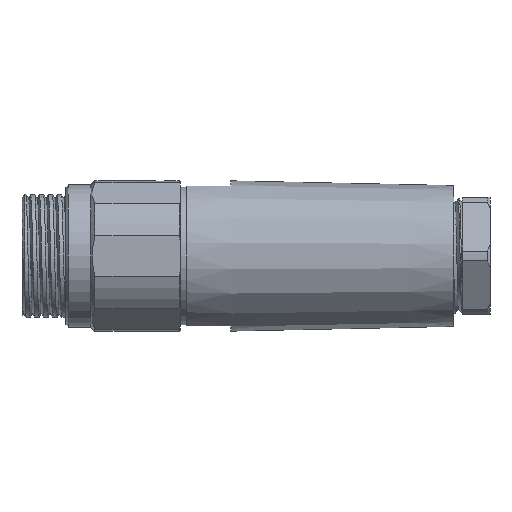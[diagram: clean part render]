
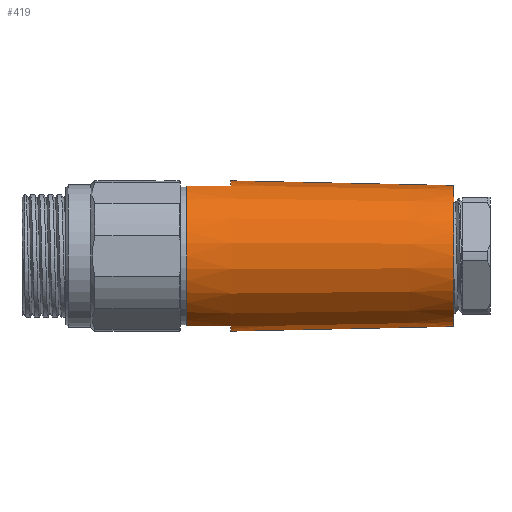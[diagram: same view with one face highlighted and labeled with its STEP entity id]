
A CAD part, front view. The second image highlights one B-rep face of the part: STEP entity #419.
In plain terms, the highlighted conical face has half-angle 1.201 degrees and reference radius 13.1 mm.
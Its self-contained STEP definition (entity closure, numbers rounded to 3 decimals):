
#222=B_SPLINE_CURVE_WITH_KNOTS('',3,(#5102,#5103,#5104,#5105,#5106,#5107),
 .UNSPECIFIED.,.F.,.F.,(4,1,1,4),(0.,0.333,0.667,1.),
 .UNSPECIFIED.);
#223=B_SPLINE_CURVE_WITH_KNOTS('',3,(#5121,#5122,#5123,#5124,#5125,#5126),
 .UNSPECIFIED.,.F.,.F.,(4,1,1,4),(0.,0.333,0.667,1.),
 .UNSPECIFIED.);
#306=CONICAL_SURFACE('',#2514,13.1,1.201);
#419=ADVANCED_FACE('',(#589),#306,.T.);
#589=FACE_OUTER_BOUND('',#744,.T.);
#744=EDGE_LOOP('',(#1401,#1402,#1403,#1404,#1405,#1406,#1407,#1408));
#875=CIRCLE('',#2495,12.6);
#880=CIRCLE('',#2502,13.436);
#881=CIRCLE('',#2504,13.436);
#882=CIRCLE('',#2507,13.6);
#1401=ORIENTED_EDGE('',*,*,#2024,.T.);
#1402=ORIENTED_EDGE('',*,*,#2020,.F.);
#1403=ORIENTED_EDGE('',*,*,#2018,.T.);
#1404=ORIENTED_EDGE('',*,*,#2014,.T.);
#1405=ORIENTED_EDGE('',*,*,#2012,.F.);
#1406=ORIENTED_EDGE('',*,*,#2005,.T.);
#1407=ORIENTED_EDGE('',*,*,#2011,.T.);
#1408=ORIENTED_EDGE('',*,*,#2017,.T.);
#1712=VERTEX_POINT('',#5066);
#1713=VERTEX_POINT('',#5067);
#1718=VERTEX_POINT('',#5088);
#1719=VERTEX_POINT('',#5091);
#1720=VERTEX_POINT('',#5095);
#1721=VERTEX_POINT('',#5099);
#1722=VERTEX_POINT('',#5108);
#1723=VERTEX_POINT('',#5112);
#2005=EDGE_CURVE('',#1712,#1713,#875,.T.);
#2011=EDGE_CURVE('',#1713,#1718,#2168,.T.);
#2012=EDGE_CURVE('',#1712,#1719,#2169,.T.);
#2014=EDGE_CURVE('',#1720,#1719,#880,.T.);
#2017=EDGE_CURVE('',#1718,#1721,#881,.T.);
#2018=EDGE_CURVE('',#1722,#1720,#222,.T.);
#2020=EDGE_CURVE('',#1722,#1723,#882,.T.);
#2024=EDGE_CURVE('',#1721,#1723,#223,.T.);
#2168=LINE('',#5089,#2269);
#2169=LINE('',#5090,#2270);
#2269=VECTOR('',#3031,1.);
#2270=VECTOR('',#3032,1.);
#2495=AXIS2_PLACEMENT_3D('',#5065,#3021,#3022);
#2502=AXIS2_PLACEMENT_3D('',#5094,#3037,#3038);
#2504=AXIS2_PLACEMENT_3D('',#5100,#3043,#3044);
#2507=AXIS2_PLACEMENT_3D('',#5111,#3050,#3051);
#2514=AXIS2_PLACEMENT_3D('',#5128,#3065,#3066);
#3021=DIRECTION('',(-1.,0.,0.));
#3022=DIRECTION('',(0.,0.,-1.));
#3031=DIRECTION('',(-1.,0.,0.021));
#3032=DIRECTION('',(-1.,0.,-0.021));
#3037=DIRECTION('',(1.,0.,0.));
#3038=DIRECTION('',(0.,-0.367,-0.93));
#3043=DIRECTION('',(1.,0.,0.));
#3044=DIRECTION('',(0.,0.,1.));
#3050=DIRECTION('',(-1.,0.,0.));
#3051=DIRECTION('',(0.,-0.394,-0.919));
#3065=DIRECTION('',(-1.,0.,0.));
#3066=DIRECTION('',(0.,0.,1.));
#5065=CARTESIAN_POINT('',(55.4,0.,0.));
#5066=CARTESIAN_POINT('',(55.4,0.,-12.6));
#5067=CARTESIAN_POINT('',(55.4,0.,12.6));
#5088=CARTESIAN_POINT('',(15.5,0.,13.436));
#5089=CARTESIAN_POINT('',(55.4,0.,12.6));
#5090=CARTESIAN_POINT('',(55.4,0.,-12.6));
#5091=CARTESIAN_POINT('',(15.5,0.,-13.436));
#5094=CARTESIAN_POINT('',(15.5,0.,0.));
#5095=CARTESIAN_POINT('',(15.5,-4.928,-12.5));
#5099=CARTESIAN_POINT('',(15.5,-4.928,12.5));
#5100=CARTESIAN_POINT('',(15.5,0.,0.));
#5102=CARTESIAN_POINT('',(7.7,-5.358,-12.5));
#5103=CARTESIAN_POINT('',(8.581,-5.311,-12.5));
#5104=CARTESIAN_POINT('',(10.334,-5.217,-12.5));
#5105=CARTESIAN_POINT('',(12.934,-5.074,-12.5));
#5106=CARTESIAN_POINT('',(14.648,-4.977,-12.5));
#5107=CARTESIAN_POINT('',(15.5,-4.928,-12.5));
#5108=CARTESIAN_POINT('',(7.7,-5.358,-12.5));
#5111=CARTESIAN_POINT('',(7.7,0.,0.));
#5112=CARTESIAN_POINT('',(7.7,-5.358,12.5));
#5121=CARTESIAN_POINT('',(15.5,-4.928,12.5));
#5122=CARTESIAN_POINT('',(14.648,-4.977,12.5));
#5123=CARTESIAN_POINT('',(12.934,-5.074,12.5));
#5124=CARTESIAN_POINT('',(10.334,-5.217,12.5));
#5125=CARTESIAN_POINT('',(8.581,-5.311,12.5));
#5126=CARTESIAN_POINT('',(7.7,-5.358,12.5));
#5128=CARTESIAN_POINT('',(31.55,0.,0.));
